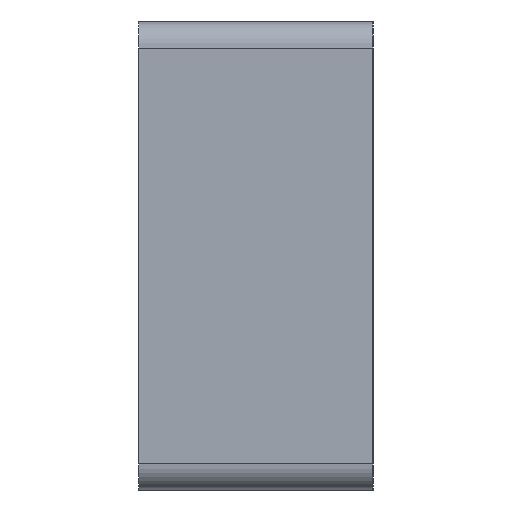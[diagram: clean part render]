
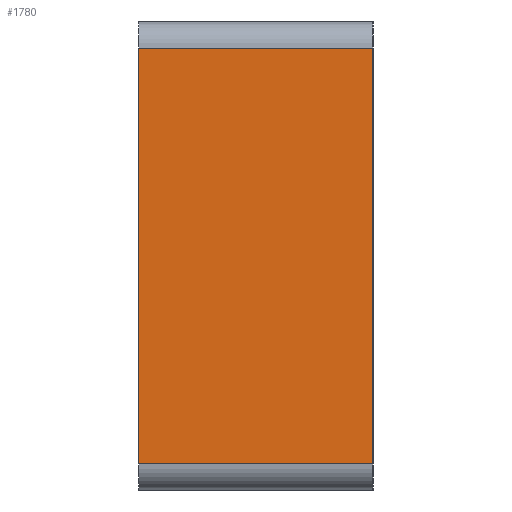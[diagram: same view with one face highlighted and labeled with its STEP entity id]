
A CAD part, left-side view. The second image highlights one B-rep face of the part: STEP entity #1780.
In plain terms, the highlighted planar face has unit normal (-1, 0, 0).
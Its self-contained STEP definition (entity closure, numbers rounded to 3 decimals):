
#74 = CARTESIAN_POINT ( 'NONE',  ( -105.5, 18., 16. ) ) ;
#122 = LINE ( 'NONE', #2204, #710 ) ;
#137 = EDGE_CURVE ( 'NONE', #1268, #519, #415, .T. ) ;
#244 = DIRECTION ( 'NONE',  ( 0., 0., 1. ) ) ;
#415 = LINE ( 'NONE', #1124, #438 ) ;
#438 = VECTOR ( 'NONE', #244, 1000. ) ;
#485 = FACE_OUTER_BOUND ( 'NONE', #1975, .T. ) ;
#505 = DIRECTION ( 'NONE',  ( 0., -1., 0. ) ) ;
#519 = VERTEX_POINT ( 'NONE', #1449 ) ;
#636 = ORIENTED_EDGE ( 'NONE', *, *, #1063, .T. ) ;
#648 = CARTESIAN_POINT ( 'NONE',  ( -105.5, 18., 16. ) ) ;
#683 = DIRECTION ( 'NONE',  ( 1., 0., 0. ) ) ;
#708 = ORIENTED_EDGE ( 'NONE', *, *, #137, .T. ) ;
#710 = VECTOR ( 'NONE', #505, 1000. ) ;
#715 = VECTOR ( 'NONE', #1546, 1000. ) ;
#951 = VERTEX_POINT ( 'NONE', #1733 ) ;
#1063 = EDGE_CURVE ( 'NONE', #519, #1340, #2213, .T. ) ;
#1124 = CARTESIAN_POINT ( 'NONE',  ( -105.5, 0., 18. ) ) ;
#1136 = ORIENTED_EDGE ( 'NONE', *, *, #1768, .T. ) ;
#1149 = CARTESIAN_POINT ( 'NONE',  ( -105.5, 0., -16. ) ) ;
#1191 = PLANE ( 'NONE',  #1845 ) ;
#1268 = VERTEX_POINT ( 'NONE', #1149 ) ;
#1340 = VERTEX_POINT ( 'NONE', #74 ) ;
#1385 = CARTESIAN_POINT ( 'NONE',  ( -105.5, 18., 18. ) ) ;
#1449 = CARTESIAN_POINT ( 'NONE',  ( -105.5, 0., 16. ) ) ;
#1546 = DIRECTION ( 'NONE',  ( 0., 0., 1. ) ) ;
#1717 = LINE ( 'NONE', #2051, #715 ) ;
#1733 = CARTESIAN_POINT ( 'NONE',  ( -105.5, 18., -16. ) ) ;
#1768 = EDGE_CURVE ( 'NONE', #951, #1268, #122, .T. ) ;
#1773 = DIRECTION ( 'NONE',  ( 0., 1., 0. ) ) ;
#1780 = ADVANCED_FACE ( 'NONE', ( #485 ), #1191, .F. ) ;
#1845 = AXIS2_PLACEMENT_3D ( 'NONE', #1385, #683, #2212 ) ;
#1975 = EDGE_LOOP ( 'NONE', ( #2068, #1136, #708, #636 ) ) ;
#2051 = CARTESIAN_POINT ( 'NONE',  ( -105.5, 18., 18. ) ) ;
#2068 = ORIENTED_EDGE ( 'NONE', *, *, #2256, .F. ) ;
#2204 = CARTESIAN_POINT ( 'NONE',  ( -105.5, 18., -16. ) ) ;
#2212 = DIRECTION ( 'NONE',  ( 0., 0., -1. ) ) ;
#2213 = LINE ( 'NONE', #648, #2217 ) ;
#2217 = VECTOR ( 'NONE', #1773, 1000. ) ;
#2256 = EDGE_CURVE ( 'NONE', #951, #1340, #1717, .T. ) ;
